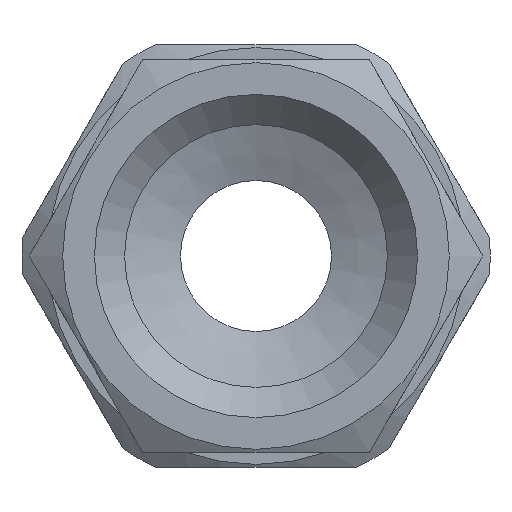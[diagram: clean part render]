
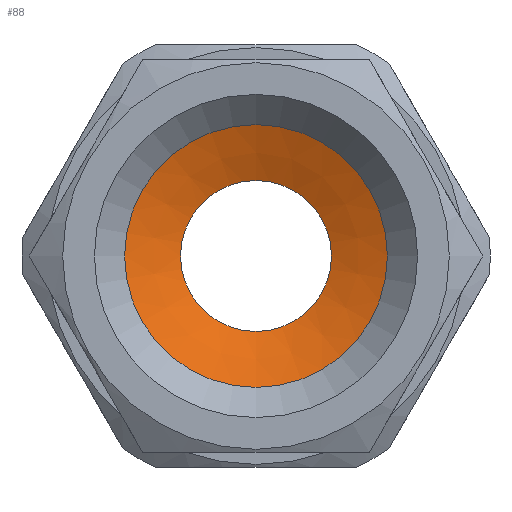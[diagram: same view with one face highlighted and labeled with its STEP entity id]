
A CAD part, front view. The second image highlights one B-rep face of the part: STEP entity #88.
In plain terms, the highlighted conical face has half-angle 68 degrees and reference radius 4.35 mm.
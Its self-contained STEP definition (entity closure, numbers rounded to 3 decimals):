
#88 = ADVANCED_FACE( 'NONE', ( #199, #200 ), #201, .F. );
#199 = FACE_OUTER_BOUND( '', #340, .T. );
#200 = FACE_BOUND( '', #341, .T. );
#201 = CONICAL_SURFACE( '', #342, 4.35, 1.187 );
#340 = EDGE_LOOP( '', ( #538 ) );
#341 = EDGE_LOOP( '', ( #539 ) );
#342 = AXIS2_PLACEMENT_3D( '', #540, #541, #542 );
#538 = ORIENTED_EDGE( '', *, *, #802, .T. );
#539 = ORIENTED_EDGE( '', *, *, #760, .F. );
#540 = CARTESIAN_POINT( '', ( 0., 9., 0. ) );
#541 = DIRECTION( '', ( 0., -1., 0. ) );
#542 = DIRECTION( '', ( 0., 0., -1. ) );
#760 = EDGE_CURVE( 'NONE', #892, #892, #893, .T. );
#802 = EDGE_CURVE( 'NONE', #961, #961, #962, .T. );
#892 = VERTEX_POINT( '', #1108 );
#893 = CIRCLE( '', #1109, 2.5 );
#961 = VERTEX_POINT( '', #1277 );
#962 = CIRCLE( '', #1278, 4.35 );
#1108 = CARTESIAN_POINT( '', ( 0., 9.747, -2.5 ) );
#1109 = AXIS2_PLACEMENT_3D( '', #1424, #1425, #1426 );
#1277 = CARTESIAN_POINT( '', ( 0., 9., -4.35 ) );
#1278 = AXIS2_PLACEMENT_3D( '', #1459, #1460, #1461 );
#1424 = CARTESIAN_POINT( '', ( 0., 9.747, 0. ) );
#1425 = DIRECTION( '', ( 0., -1., 0. ) );
#1426 = DIRECTION( '', ( 0., 0., -1. ) );
#1459 = CARTESIAN_POINT( '', ( 0., 9., 0. ) );
#1460 = DIRECTION( '', ( 0., -1., 0. ) );
#1461 = DIRECTION( '', ( 0., 0., -1. ) );
